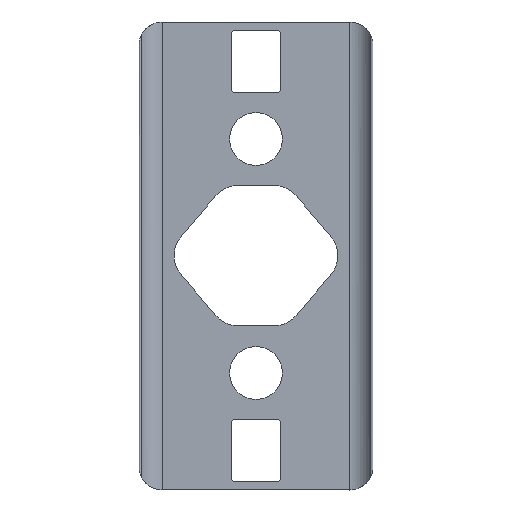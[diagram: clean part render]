
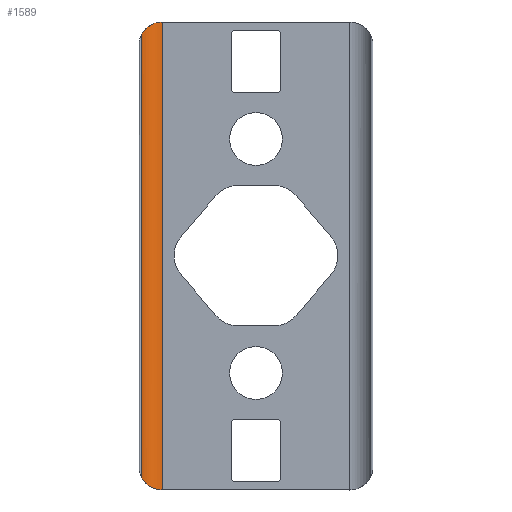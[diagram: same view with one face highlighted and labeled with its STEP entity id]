
A CAD part, top view. The second image highlights one B-rep face of the part: STEP entity #1589.
In plain terms, the highlighted cylindrical face has radius 4 mm (diameter 8 mm), a partial arc.
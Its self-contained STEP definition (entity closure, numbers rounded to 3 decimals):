
#51 = EDGE_CURVE ( 'NONE', #991, #592, #1422, .T. ) ;
#90 = CARTESIAN_POINT ( 'NONE',  ( -19.619, -37.704, 3.596 ) ) ;
#122 = ORIENTED_EDGE ( 'NONE', *, *, #1171, .F. ) ;
#145 = CARTESIAN_POINT ( 'NONE',  ( -16., 40., 5.3 ) ) ;
#190 = FACE_OUTER_BOUND ( 'NONE', #1094, .T. ) ;
#296 = CARTESIAN_POINT ( 'NONE',  ( -19.619, 37.704, 3.596 ) ) ;
#348 = EDGE_CURVE ( 'NONE', #920, #576, #1222, .T. ) ;
#401 = DIRECTION ( 'NONE',  ( 0., -1., 0. ) ) ;
#405 = DIRECTION ( 'NONE',  ( 0., 0., -1. ) ) ;
#413 = DIRECTION ( 'NONE',  ( 0., 1., 0. ) ) ;
#443 = CARTESIAN_POINT ( 'NONE',  ( -16., 40., 1.3 ) ) ;
#452 = ORIENTED_EDGE ( 'NONE', *, *, #348, .F. ) ;
#455 =( BOUNDED_CURVE ( )  B_SPLINE_CURVE ( 3, ( #693, #822, #983, #90 ),
 .UNSPECIFIED., .F., .T. ) 
 B_SPLINE_CURVE_WITH_KNOTS ( ( 4, 4 ),
 ( 0., 1.131 ),
 .UNSPECIFIED. ) 
 CURVE ( )  GEOMETRIC_REPRESENTATION_ITEM ( )  RATIONAL_B_SPLINE_CURVE ( ( 1., 0.896, 0.896, 1. ) ) 
 REPRESENTATION_ITEM ( '' )  );
#519 = EDGE_CURVE ( 'NONE', #576, #991, #530, .T. ) ;
#530 =( BOUNDED_CURVE ( )  B_SPLINE_CURVE ( 3, ( #296, #687, #1189, #812 ),
 .UNSPECIFIED., .F., .T. ) 
 B_SPLINE_CURVE_WITH_KNOTS ( ( 4, 4 ),
 ( 2.011, 3.142 ),
 .UNSPECIFIED. ) 
 CURVE ( )  GEOMETRIC_REPRESENTATION_ITEM ( )  RATIONAL_B_SPLINE_CURVE ( ( 1., 0.896, 0.896, 1. ) ) 
 REPRESENTATION_ITEM ( '' )  );
#535 = CARTESIAN_POINT ( 'NONE',  ( -19.619, 40., 3.596 ) ) ;
#542 = AXIS2_PLACEMENT_3D ( 'NONE', #145, #401, #405 ) ;
#576 = VERTEX_POINT ( 'NONE', #1085 ) ;
#592 = VERTEX_POINT ( 'NONE', #959 ) ;
#687 = CARTESIAN_POINT ( 'NONE',  ( -18.94, 39.146, 2.154 ) ) ;
#693 = CARTESIAN_POINT ( 'NONE',  ( -16., -40., 1.3 ) ) ;
#812 = CARTESIAN_POINT ( 'NONE',  ( -16., 40., 1.3 ) ) ;
#822 = CARTESIAN_POINT ( 'NONE',  ( -17.594, -40., 1.3 ) ) ;
#835 = CYLINDRICAL_SURFACE ( 'NONE', #542, 4. ) ;
#891 = CARTESIAN_POINT ( 'NONE',  ( -19.619, -37.704, 3.596 ) ) ;
#902 = ORIENTED_EDGE ( 'NONE', *, *, #519, .F. ) ;
#920 = VERTEX_POINT ( 'NONE', #891 ) ;
#932 = CARTESIAN_POINT ( 'NONE',  ( -16., 40., 1.3 ) ) ;
#959 = CARTESIAN_POINT ( 'NONE',  ( -16., -40., 1.3 ) ) ;
#983 = CARTESIAN_POINT ( 'NONE',  ( -18.94, -39.146, 2.154 ) ) ;
#991 = VERTEX_POINT ( 'NONE', #932 ) ;
#1085 = CARTESIAN_POINT ( 'NONE',  ( -19.619, 37.704, 3.596 ) ) ;
#1094 = EDGE_LOOP ( 'NONE', ( #452, #122, #1505, #902 ) ) ;
#1171 = EDGE_CURVE ( 'NONE', #592, #920, #455, .T. ) ;
#1189 = CARTESIAN_POINT ( 'NONE',  ( -17.594, 40., 1.3 ) ) ;
#1222 = LINE ( 'NONE', #535, #1575 ) ;
#1340 = DIRECTION ( 'NONE',  ( 0., -1., 0. ) ) ;
#1386 = VECTOR ( 'NONE', #1340, 1000. ) ;
#1422 = LINE ( 'NONE', #443, #1386 ) ;
#1505 = ORIENTED_EDGE ( 'NONE', *, *, #51, .F. ) ;
#1575 = VECTOR ( 'NONE', #413, 1000. ) ;
#1589 = ADVANCED_FACE ( 'NONE', ( #190 ), #835, .F. ) ;
